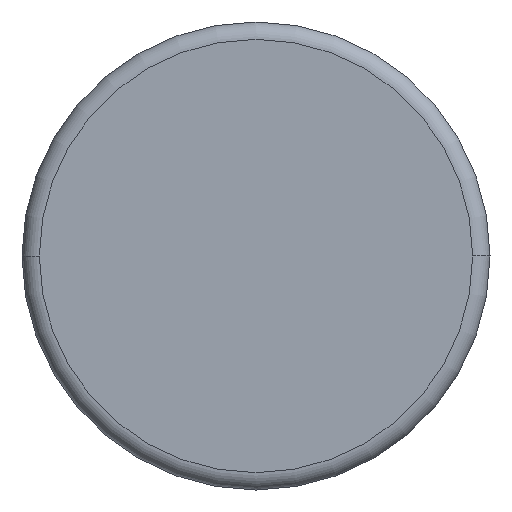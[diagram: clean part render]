
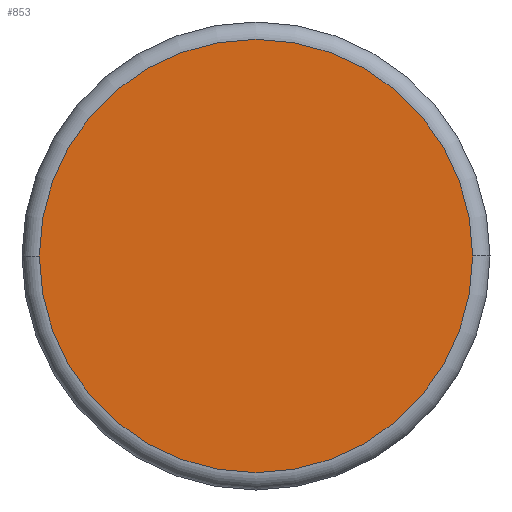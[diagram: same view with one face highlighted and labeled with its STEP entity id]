
A CAD part, front view. The second image highlights one B-rep face of the part: STEP entity #853.
In plain terms, the highlighted planar face has unit normal (0, -1, 0).
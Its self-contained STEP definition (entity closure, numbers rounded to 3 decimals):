
#1 = DIRECTION ( 'NONE',  ( -1., 0., 0. ) ) ;
#78 = CARTESIAN_POINT ( 'NONE',  ( 5., 0., 0. ) ) ;
#94 = DIRECTION ( 'NONE',  ( -1., 0., 0. ) ) ;
#109 = CARTESIAN_POINT ( 'NONE',  ( 0., 0., 0. ) ) ;
#126 = VERTEX_POINT ( 'NONE', #601 ) ;
#144 = ORIENTED_EDGE ( 'NONE', *, *, #288, .T. ) ;
#211 = CIRCLE ( 'NONE', #1421, 5. ) ;
#288 = EDGE_CURVE ( 'NONE', #695, #126, #549, .T. ) ;
#397 = DIRECTION ( 'NONE',  ( -1., 0., 0. ) ) ;
#399 = PLANE ( 'NONE',  #663 ) ;
#412 = DIRECTION ( 'NONE',  ( 0., 1., 0. ) ) ;
#549 = CIRCLE ( 'NONE', #1004, 5. ) ;
#553 = DIRECTION ( 'NONE',  ( 0., -1., 0. ) ) ;
#585 = EDGE_LOOP ( 'NONE', ( #619, #144 ) ) ;
#593 = FACE_OUTER_BOUND ( 'NONE', #585, .T. ) ;
#601 = CARTESIAN_POINT ( 'NONE',  ( -5., 0., 0. ) ) ;
#619 = ORIENTED_EDGE ( 'NONE', *, *, #784, .T. ) ;
#663 = AXIS2_PLACEMENT_3D ( 'NONE', #888, #412, #397 ) ;
#695 = VERTEX_POINT ( 'NONE', #78 ) ;
#784 = EDGE_CURVE ( 'NONE', #126, #695, #211, .T. ) ;
#853 = ADVANCED_FACE ( 'NONE', ( #593 ), #399, .F. ) ;
#888 = CARTESIAN_POINT ( 'NONE',  ( 0., 0., 0. ) ) ;
#1004 = AXIS2_PLACEMENT_3D ( 'NONE', #109, #1369, #1 ) ;
#1008 = CARTESIAN_POINT ( 'NONE',  ( 0., 0., 0. ) ) ;
#1369 = DIRECTION ( 'NONE',  ( 0., -1., 0. ) ) ;
#1421 = AXIS2_PLACEMENT_3D ( 'NONE', #1008, #553, #94 ) ;
